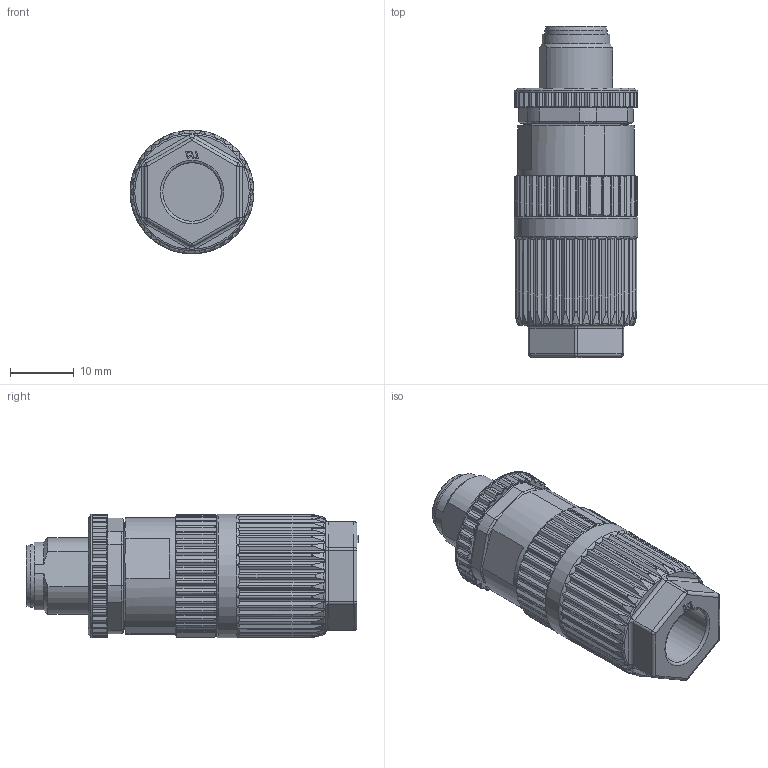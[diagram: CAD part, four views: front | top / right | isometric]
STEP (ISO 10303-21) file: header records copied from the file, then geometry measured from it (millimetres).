
FILE_DESCRIPTION(/* description */ (''),/* implementation_level */ '2;1');
FILE_NAME(/* name */ '100543787ugm000_a.stp',/* time_stamp */ '2014-09-19T08:32:09+02:00',/* author */ (''),/* organization */ (''),/* preprocessor_version */ 'ST-DEVELOPER v15',/* originating_system */ 'SIEMENS PLM Software NX 8.5',/* authorisation */ '');
FILE_SCHEMA (('AUTOMOTIVE_DESIGN { 1 0 10303 214 3 1 1 1 }'));
Length unit declared in the file: millimetre
Products named in the file (1): 100543787ugm000_a
Bounding box: 19.5 x 52.26 x 19.5 mm (x, y, z)
Surface area: 4771.4 mm2 (no closed solid volume)
Topology: 0 solids, 1 shells, 978 faces, 2710 edges, 1729 vertices
Faces by surface type: plane 376, cylinder 358, bspline 186, cone 50, sphere 8
Full cylindrical faces by diameter (mm): 1 x4, 1.05 x1, 1.6 x4, 8.35 x1, 9.2 x1, 9.849 x2, 17 x1, 19.5 x1
Entity records: 43049 total; most frequent: CARTESIAN_POINT 13884, ORIENTED_EDGE 5194, DIRECTION 4019, EDGE_CURVE 2597, VERTEX_POINT 1672, AXIS2_PLACEMENT_3D 1522, EDGE_LOOP 1020, PRESENTATION_STYLE_ASSIGNMENT 976
